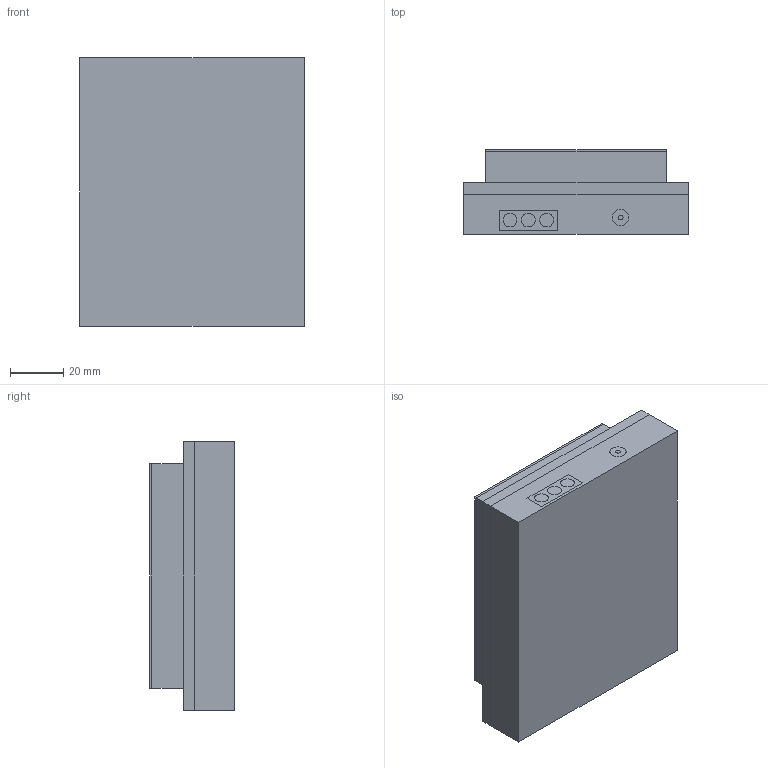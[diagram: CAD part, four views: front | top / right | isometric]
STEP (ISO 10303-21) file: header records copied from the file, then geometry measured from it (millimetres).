
FILE_DESCRIPTION(/* description */ (''),/* implementation_level */ '2;1');
FILE_NAME(/* name */ 'mteaPixel.stp',/* time_stamp */ '2015-07-15T19:22:24+02:00',/* author */ (''),/* organization */ (''),/* preprocessor_version */ 'ST-DEVELOPER v16.1',/* originating_system */ 'Autodesk Translation Framework v4.1.0.1560',/* authorisation */ '');
FILE_SCHEMA (('AUTOMOTIVE_DESIGN { 1 0 10303 214 3 1 1 }'));
Length unit declared in the file: centimetre
Products named in the file (9): DiskMagnet v1; Conec_3Pin-MaleIn v1; Conec_3Pin-FemaleOut v2 v1; Box; Deckel; LedBase New; Diffusor; DiffusorGrid v3; metaPixel v37
Assembly tree (8 placements, depth 3):
  metaPixel v37
    DiffusorGrid v3
    Box
      DiskMagnet v1
      Conec_3Pin-MaleIn v1
      Conec_3Pin-FemaleOut v2 v1
    Deckel
    LedBase New
    Diffusor
Bounding box: 84.44 x 31.8 x 101.1 mm (x, y, z)
Volume: 52823.3 mm3; surface area: 96465.9 mm2
Topology: 11 solids, 11 shells, 393 faces, 990 edges, 656 vertices
Faces by surface type: plane 321, cylinder 72
Full cylindrical faces by diameter (mm): 1.8 x3, 3.2 x4, 4.2 x4, 4.9 x6, 5.2 x6, 5.9 x6, 5.918 x6, 6.2 x3
Entity records: 11797 total; most frequent: CARTESIAN_POINT 2018, DIRECTION 1924, ORIENTED_EDGE 1904, EDGE_CURVE 952, LINE 800, VECTOR 800, VERTEX_POINT 656, AXIS2_PLACEMENT_3D 562
